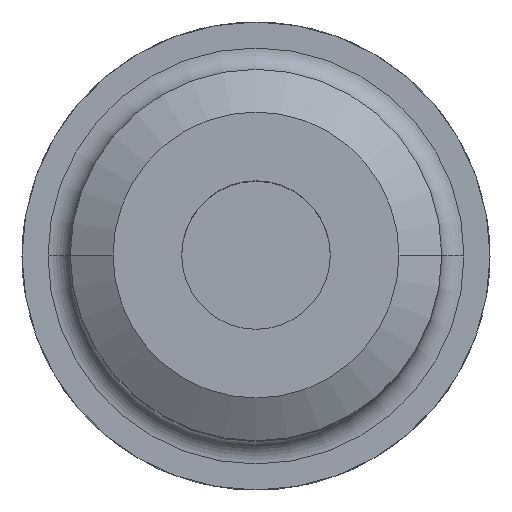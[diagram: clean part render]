
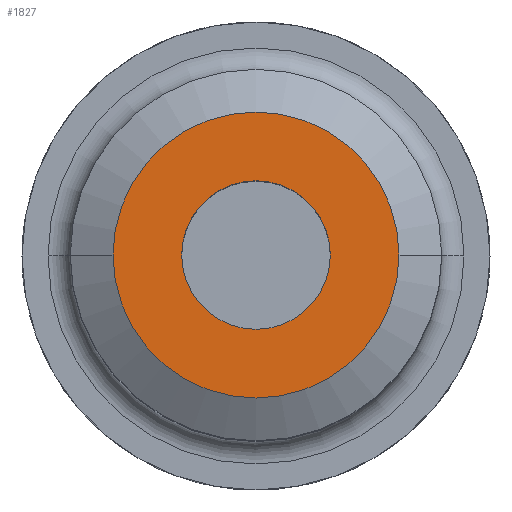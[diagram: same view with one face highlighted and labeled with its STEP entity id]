
A CAD part, top view. The second image highlights one B-rep face of the part: STEP entity #1827.
In plain terms, the highlighted planar face has unit normal (0, 0, 1).
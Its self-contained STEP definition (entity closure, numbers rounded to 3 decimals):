
#4 = DIRECTION ( 'NONE',  ( -1., 0., 0. ) ) ;
#22 = DIRECTION ( 'NONE',  ( 0., 0., -1. ) ) ;
#56 = AXIS2_PLACEMENT_3D ( 'NONE', #619, #1055, #908 ) ;
#90 = AXIS2_PLACEMENT_3D ( 'NONE', #990, #150, #1136 ) ;
#95 = VERTEX_POINT ( 'NONE', #1484 ) ;
#96 = ORIENTED_EDGE ( 'NONE', *, *, #926, .T. ) ;
#147 = CARTESIAN_POINT ( 'NONE',  ( 0., 0., 100. ) ) ;
#150 = DIRECTION ( 'NONE',  ( 0., 0., -1. ) ) ;
#174 = CIRCLE ( 'NONE', #90, 19.25 ) ;
#176 = CIRCLE ( 'NONE', #328, 10. ) ;
#184 = CARTESIAN_POINT ( 'NONE',  ( 19.25, 0., 100. ) ) ;
#185 = CARTESIAN_POINT ( 'NONE',  ( 0., 0., 100. ) ) ;
#188 = AXIS2_PLACEMENT_3D ( 'NONE', #147, #22, #4 ) ;
#320 = DIRECTION ( 'NONE',  ( -1., 0., 0. ) ) ;
#328 = AXIS2_PLACEMENT_3D ( 'NONE', #525, #935, #1823 ) ;
#355 = EDGE_CURVE ( 'NONE', #533, #1169, #1566, .T. ) ;
#382 = ORIENTED_EDGE ( 'NONE', *, *, #355, .F. ) ;
#423 = ORIENTED_EDGE ( 'NONE', *, *, #1559, .F. ) ;
#525 = CARTESIAN_POINT ( 'NONE',  ( 0., 0., 100. ) ) ;
#533 = VERTEX_POINT ( 'NONE', #184 ) ;
#619 = CARTESIAN_POINT ( 'NONE',  ( 0., 19.25, 100. ) ) ;
#622 = FACE_BOUND ( 'NONE', #1220, .T. ) ;
#653 = VERTEX_POINT ( 'NONE', #1339 ) ;
#729 = EDGE_LOOP ( 'NONE', ( #423, #382 ) ) ;
#908 = DIRECTION ( 'NONE',  ( 1., 0., 0. ) ) ;
#926 = EDGE_CURVE ( 'NONE', #95, #653, #176, .T. ) ;
#935 = DIRECTION ( 'NONE',  ( 0., 0., -1. ) ) ;
#959 = AXIS2_PLACEMENT_3D ( 'NONE', #185, #1175, #320 ) ;
#990 = CARTESIAN_POINT ( 'NONE',  ( 0., 0., 100. ) ) ;
#1055 = DIRECTION ( 'NONE',  ( 0., 0., 1. ) ) ;
#1136 = DIRECTION ( 'NONE',  ( -1., 0., 0. ) ) ;
#1169 = VERTEX_POINT ( 'NONE', #1306 ) ;
#1175 = DIRECTION ( 'NONE',  ( 0., 0., -1. ) ) ;
#1220 = EDGE_LOOP ( 'NONE', ( #96, #1431 ) ) ;
#1306 = CARTESIAN_POINT ( 'NONE',  ( -19.25, 0., 100. ) ) ;
#1339 = CARTESIAN_POINT ( 'NONE',  ( 10., 0., 100. ) ) ;
#1345 = FACE_OUTER_BOUND ( 'NONE', #729, .T. ) ;
#1349 = CIRCLE ( 'NONE', #959, 10. ) ;
#1431 = ORIENTED_EDGE ( 'NONE', *, *, #1471, .T. ) ;
#1471 = EDGE_CURVE ( 'NONE', #653, #95, #1349, .T. ) ;
#1484 = CARTESIAN_POINT ( 'NONE',  ( -10., 0., 100. ) ) ;
#1559 = EDGE_CURVE ( 'NONE', #1169, #533, #174, .T. ) ;
#1566 = CIRCLE ( 'NONE', #188, 19.25 ) ;
#1780 = PLANE ( 'NONE',  #56 ) ;
#1823 = DIRECTION ( 'NONE',  ( -1., 0., 0. ) ) ;
#1827 = ADVANCED_FACE ( 'NONE', ( #622, #1345 ), #1780, .T. ) ;
